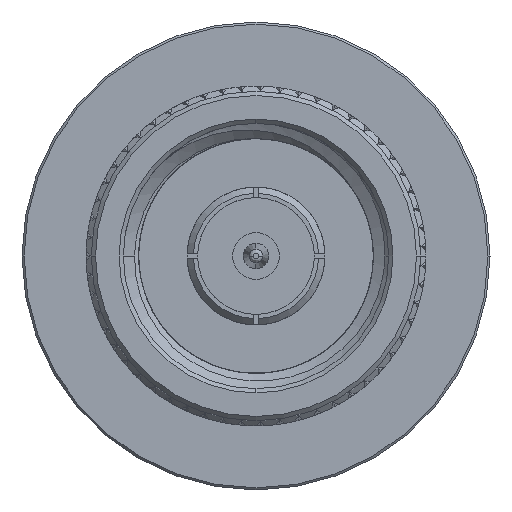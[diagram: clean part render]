
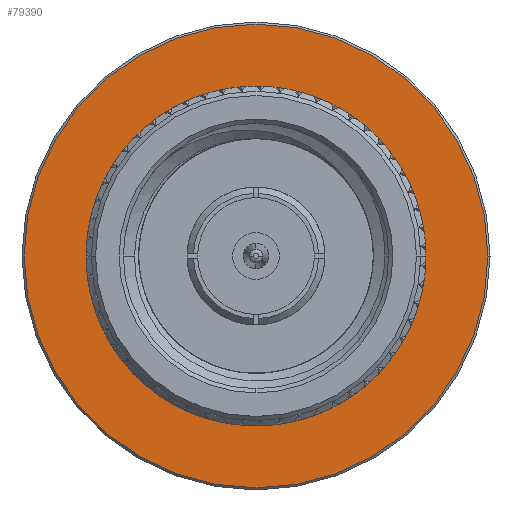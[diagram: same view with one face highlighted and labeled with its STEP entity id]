
A CAD part, left-side view. The second image highlights one B-rep face of the part: STEP entity #79390.
In plain terms, the highlighted planar face has unit normal (-1, 0, 0).
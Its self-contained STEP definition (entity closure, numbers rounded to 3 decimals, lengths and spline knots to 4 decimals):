
#4036 = DIRECTION ( 'NONE',  ( -1., 0., 0. ) ) ;
#5494 = CARTESIAN_POINT ( 'NONE',  ( 0., 0.3074, 0. ) ) ;
#5805 = CARTESIAN_POINT ( 'NONE',  ( 0., 0., 0. ) ) ;
#7923 = CARTESIAN_POINT ( 'NONE',  ( 0., -0.5462, 0. ) ) ;
#15038 = CARTESIAN_POINT ( 'NONE',  ( 0., 0.5462, 0. ) ) ;
#15122 = AXIS2_PLACEMENT_3D ( 'NONE', #78397, #4036, #64696 ) ;
#15180 = CARTESIAN_POINT ( 'NONE',  ( 0., 0., 0. ) ) ;
#16788 = DIRECTION ( 'NONE',  ( 1., 0., 0. ) ) ;
#18433 = VERTEX_POINT ( 'NONE', #5494 ) ;
#18444 = EDGE_CURVE ( 'NONE', #18433, #79857, #28779, .T. ) ;
#28779 = CIRCLE ( 'NONE', #48829, 0.3074 ) ;
#30499 = FACE_OUTER_BOUND ( 'NONE', #85253, .T. ) ;
#32059 = DIRECTION ( 'NONE',  ( 1., 0., 0. ) ) ;
#32964 = EDGE_LOOP ( 'NONE', ( #48772, #43779 ) ) ;
#33396 = DIRECTION ( 'NONE',  ( 0., 1., 0. ) ) ;
#36818 = AXIS2_PLACEMENT_3D ( 'NONE', #57880, #16788, #71670 ) ;
#37038 = DIRECTION ( 'NONE',  ( 0., 1., 0. ) ) ;
#41862 = CARTESIAN_POINT ( 'NONE',  ( 0., -0.3074, 0. ) ) ;
#43779 = ORIENTED_EDGE ( 'NONE', *, *, #18444, .T. ) ;
#43901 = ORIENTED_EDGE ( 'NONE', *, *, #56231, .T. ) ;
#48772 = ORIENTED_EDGE ( 'NONE', *, *, #83882, .T. ) ;
#48829 = AXIS2_PLACEMENT_3D ( 'NONE', #5805, #74162, #33396 ) ;
#52779 = CARTESIAN_POINT ( 'NONE',  ( 0., 0., 0. ) ) ;
#56231 = EDGE_CURVE ( 'NONE', #79215, #80744, #61570, .T. ) ;
#56992 = CIRCLE ( 'NONE', #79171, 0.3074 ) ;
#57880 = CARTESIAN_POINT ( 'NONE',  ( 0., 0., 0. ) ) ;
#58779 = ORIENTED_EDGE ( 'NONE', *, *, #71036, .T. ) ;
#61570 = CIRCLE ( 'NONE', #15122, 0.5462 ) ;
#63169 = DIRECTION ( 'NONE',  ( -1., 0., 0. ) ) ;
#64696 = DIRECTION ( 'NONE',  ( 0., 1., 0. ) ) ;
#65084 = PLANE ( 'NONE',  #36818 ) ;
#71036 = EDGE_CURVE ( 'NONE', #80744, #79215, #81449, .T. ) ;
#71670 = DIRECTION ( 'NONE',  ( 0., 1., 0. ) ) ;
#74162 = DIRECTION ( 'NONE',  ( 1., 0., 0. ) ) ;
#75536 = FACE_BOUND ( 'NONE', #32964, .T. ) ;
#78397 = CARTESIAN_POINT ( 'NONE',  ( 0., 0., 0. ) ) ;
#79171 = AXIS2_PLACEMENT_3D ( 'NONE', #52779, #32059, #80874 ) ;
#79215 = VERTEX_POINT ( 'NONE', #15038 ) ;
#79390 = ADVANCED_FACE ( 'NONE', ( #75536, #30499 ), #65084, .F. ) ;
#79857 = VERTEX_POINT ( 'NONE', #41862 ) ;
#80744 = VERTEX_POINT ( 'NONE', #7923 ) ;
#80874 = DIRECTION ( 'NONE',  ( 0., 1., 0. ) ) ;
#81449 = CIRCLE ( 'NONE', #84185, 0.5462 ) ;
#83882 = EDGE_CURVE ( 'NONE', #79857, #18433, #56992, .T. ) ;
#84185 = AXIS2_PLACEMENT_3D ( 'NONE', #15180, #63169, #37038 ) ;
#85253 = EDGE_LOOP ( 'NONE', ( #43901, #58779 ) ) ;
